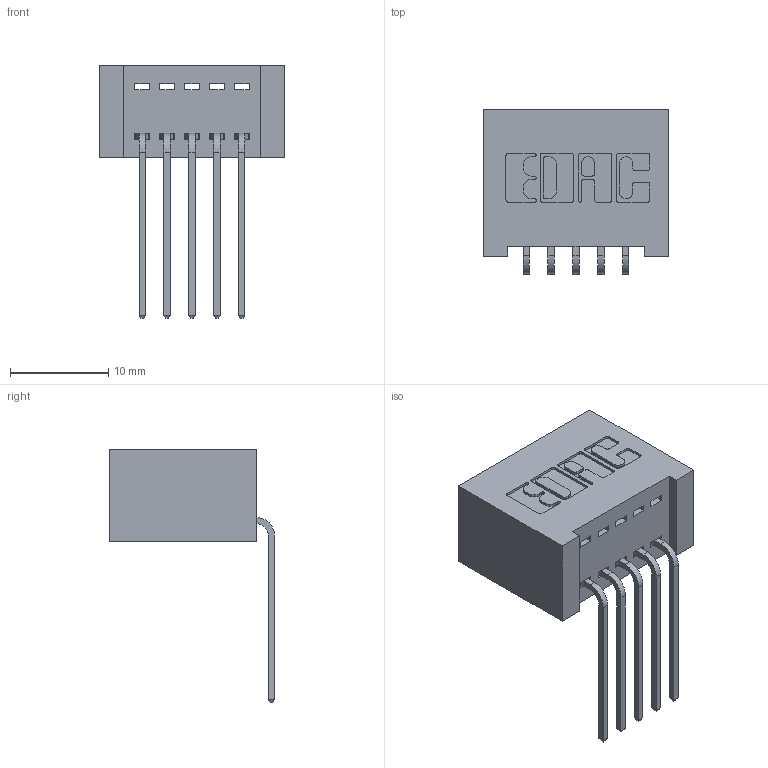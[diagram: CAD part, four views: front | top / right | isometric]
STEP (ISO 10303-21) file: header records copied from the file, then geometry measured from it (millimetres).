
FILE_DESCRIPTION (( 'STEP AP203' ), '1' );
FILE_NAME ('342-005-559-101.STEP', '2018-08-10T11:13:43', ( '' ), ( '' ), 'SwSTEP 2.0', 'SolidWorks 2016', '' );
FILE_SCHEMA (( 'CONFIG_CONTROL_DESIGN' ));
Length unit declared in the file: inch
Products named in the file (3): 342 Part_Lugless; 345-292-001_558 559 Tail - 1; 342-005-559-101
Assembly tree (6 placements, depth 2):
  342-005-559-101
    342 Part_Lugless
    345-292-001_558 559 Tail - 1  x5
Bounding box: 18.95 x 16.83 x 25.78 mm (x, y, z)
Volume: 1950.7 mm3; surface area: 2591.6 mm2
Topology: 6 solids, 6 shells, 402 faces, 1185 edges, 782 vertices
Faces by surface type: plane 282, cylinder 120
Entity records: 7517 total; most frequent: CARTESIAN_POINT 1309, ORIENTED_EDGE 1250, DIRECTION 1171, EDGE_CURVE 625, VECTOR 505, LINE 505, VERTEX_POINT 414, AXIS2_PLACEMENT_3D 333
